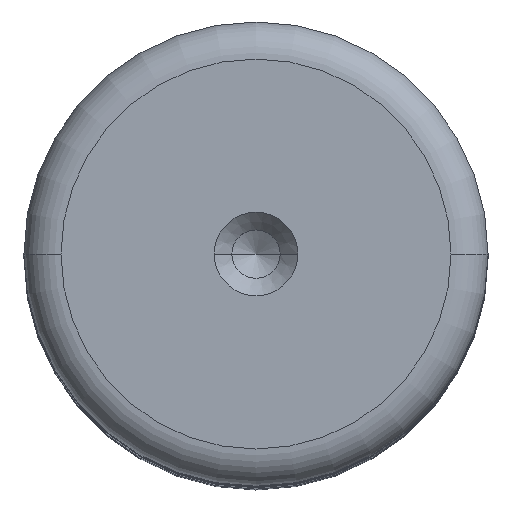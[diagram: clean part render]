
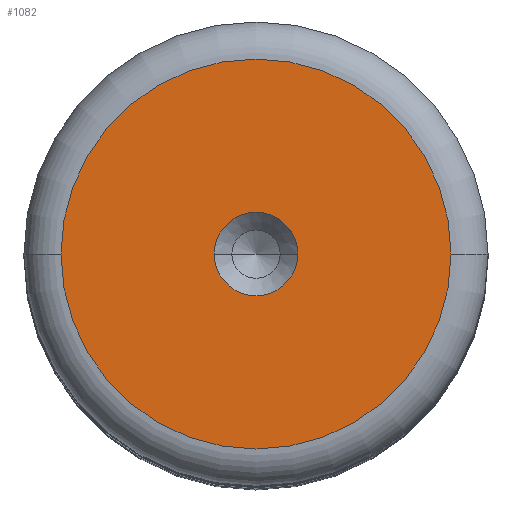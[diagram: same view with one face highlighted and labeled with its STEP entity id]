
A CAD part, top view. The second image highlights one B-rep face of the part: STEP entity #1082.
In plain terms, the highlighted planar face has unit normal (0, 0, 1).
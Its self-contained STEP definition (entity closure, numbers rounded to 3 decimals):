
#77 = VERTEX_POINT ( 'NONE', #2309 ) ;
#126 = CIRCLE ( 'NONE', #1827, 10.513 ) ;
#150 = VERTEX_POINT ( 'NONE', #754 ) ;
#195 = EDGE_CURVE ( 'NONE', #2510, #373, #126, .T. ) ;
#239 = CARTESIAN_POINT ( 'NONE',  ( 0., 0., 120. ) ) ;
#288 = DIRECTION ( 'NONE',  ( 0., 0., 1. ) ) ;
#346 = EDGE_CURVE ( 'NONE', #373, #2510, #944, .T. ) ;
#373 = VERTEX_POINT ( 'NONE', #2272 ) ;
#442 = DIRECTION ( 'NONE',  ( 1., 0., 0. ) ) ;
#517 = EDGE_LOOP ( 'NONE', ( #1840, #797 ) ) ;
#549 = EDGE_LOOP ( 'NONE', ( #2285, #1820 ) ) ;
#599 = DIRECTION ( 'NONE',  ( 0., 0., 1. ) ) ;
#754 = CARTESIAN_POINT ( 'NONE',  ( 2.25, 0., 120. ) ) ;
#797 = ORIENTED_EDGE ( 'NONE', *, *, #876, .F. ) ;
#865 = CARTESIAN_POINT ( 'NONE',  ( 10.513, 0., 120. ) ) ;
#876 = EDGE_CURVE ( 'NONE', #77, #150, #1421, .T. ) ;
#941 = FACE_OUTER_BOUND ( 'NONE', #549, .T. ) ;
#944 = CIRCLE ( 'NONE', #949, 10.513 ) ;
#949 = AXIS2_PLACEMENT_3D ( 'NONE', #239, #1664, #442 ) ;
#968 = DIRECTION ( 'NONE',  ( 0., 0., 1. ) ) ;
#1038 = DIRECTION ( 'NONE',  ( 1., 0., 0. ) ) ;
#1082 = ADVANCED_FACE ( 'NONE', ( #1423, #941 ), #1294, .T. ) ;
#1176 = CARTESIAN_POINT ( 'NONE',  ( 0., 0., 120. ) ) ;
#1294 = PLANE ( 'NONE',  #2451 ) ;
#1390 = DIRECTION ( 'NONE',  ( 1., 0., 0. ) ) ;
#1421 = CIRCLE ( 'NONE', #2502, 2.25 ) ;
#1423 = FACE_BOUND ( 'NONE', #517, .T. ) ;
#1627 = EDGE_CURVE ( 'NONE', #150, #77, #2082, .T. ) ;
#1664 = DIRECTION ( 'NONE',  ( 0., 0., 1. ) ) ;
#1714 = DIRECTION ( 'NONE',  ( 1., 0., 0. ) ) ;
#1820 = ORIENTED_EDGE ( 'NONE', *, *, #346, .T. ) ;
#1827 = AXIS2_PLACEMENT_3D ( 'NONE', #1176, #2588, #1390 ) ;
#1840 = ORIENTED_EDGE ( 'NONE', *, *, #1627, .F. ) ;
#2082 = CIRCLE ( 'NONE', #2137, 2.25 ) ;
#2137 = AXIS2_PLACEMENT_3D ( 'NONE', #2596, #599, #1038 ) ;
#2197 = CARTESIAN_POINT ( 'NONE',  ( 0., 0., 120. ) ) ;
#2272 = CARTESIAN_POINT ( 'NONE',  ( -10.513, 0., 120. ) ) ;
#2285 = ORIENTED_EDGE ( 'NONE', *, *, #195, .T. ) ;
#2297 = CARTESIAN_POINT ( 'NONE',  ( 0., 0., 120. ) ) ;
#2309 = CARTESIAN_POINT ( 'NONE',  ( -2.25, 0., 120. ) ) ;
#2388 = DIRECTION ( 'NONE',  ( 1., 0., 0. ) ) ;
#2451 = AXIS2_PLACEMENT_3D ( 'NONE', #2297, #288, #1714 ) ;
#2502 = AXIS2_PLACEMENT_3D ( 'NONE', #2197, #968, #2388 ) ;
#2510 = VERTEX_POINT ( 'NONE', #865 ) ;
#2588 = DIRECTION ( 'NONE',  ( 0., 0., 1. ) ) ;
#2596 = CARTESIAN_POINT ( 'NONE',  ( 0., 0., 120. ) ) ;
